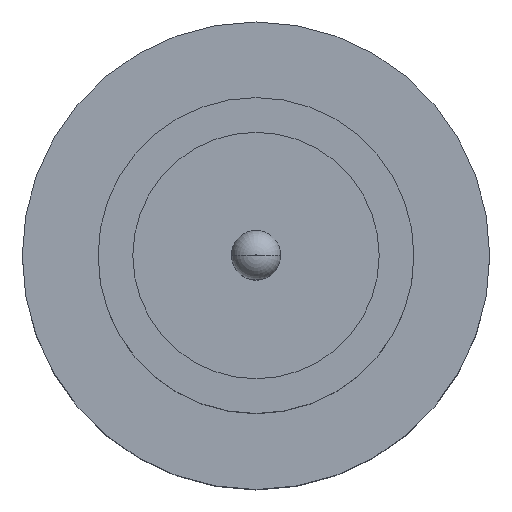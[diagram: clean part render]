
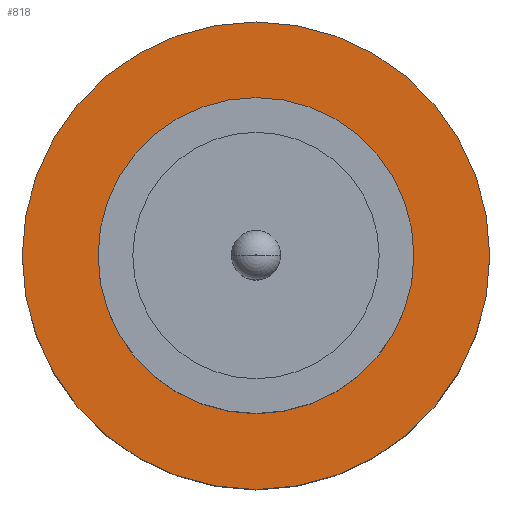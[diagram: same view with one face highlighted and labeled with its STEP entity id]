
A CAD part, top view. The second image highlights one B-rep face of the part: STEP entity #818.
In plain terms, the highlighted planar face has unit normal (0, 0, 1).
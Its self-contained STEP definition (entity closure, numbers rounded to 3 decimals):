
#7 = CARTESIAN_POINT ( 'NONE',  ( 0., 0., 1.55 ) ) ;
#37 = DIRECTION ( 'NONE',  ( 1., 0., 0. ) ) ;
#106 = EDGE_LOOP ( 'NONE', ( #583, #304 ) ) ;
#117 = CARTESIAN_POINT ( 'NONE',  ( 0., 0., 1.55 ) ) ;
#129 = AXIS2_PLACEMENT_3D ( 'NONE', #568, #846, #421 ) ;
#138 = VERTEX_POINT ( 'NONE', #623 ) ;
#140 = AXIS2_PLACEMENT_3D ( 'NONE', #449, #231, #37 ) ;
#190 = DIRECTION ( 'NONE',  ( 0., 0., 1. ) ) ;
#192 = EDGE_LOOP ( 'NONE', ( #349, #282 ) ) ;
#230 = VERTEX_POINT ( 'NONE', #272 ) ;
#231 = DIRECTION ( 'NONE',  ( 0., 0., 1. ) ) ;
#254 = CARTESIAN_POINT ( 'NONE',  ( 1.85, 0., 1.55 ) ) ;
#272 = CARTESIAN_POINT ( 'NONE',  ( -1.25, 0., 1.55 ) ) ;
#278 = CIRCLE ( 'NONE', #129, 1.85 ) ;
#281 = EDGE_CURVE ( 'NONE', #734, #681, #278, .T. ) ;
#282 = ORIENTED_EDGE ( 'NONE', *, *, #675, .F. ) ;
#304 = ORIENTED_EDGE ( 'NONE', *, *, #573, .T. ) ;
#314 = DIRECTION ( 'NONE',  ( 0., 0., 1. ) ) ;
#335 = AXIS2_PLACEMENT_3D ( 'NONE', #758, #190, #413 ) ;
#344 = CIRCLE ( 'NONE', #140, 1.25 ) ;
#349 = ORIENTED_EDGE ( 'NONE', *, *, #486, .F. ) ;
#383 = AXIS2_PLACEMENT_3D ( 'NONE', #117, #314, #457 ) ;
#413 = DIRECTION ( 'NONE',  ( 1., 0., 0. ) ) ;
#421 = DIRECTION ( 'NONE',  ( 1., 0., 0. ) ) ;
#449 = CARTESIAN_POINT ( 'NONE',  ( 0., 0., 1.55 ) ) ;
#457 = DIRECTION ( 'NONE',  ( 1., 0., 0. ) ) ;
#486 = EDGE_CURVE ( 'NONE', #138, #230, #344, .T. ) ;
#488 = DIRECTION ( 'NONE',  ( 0., 0., 1. ) ) ;
#568 = CARTESIAN_POINT ( 'NONE',  ( 0., 0., 1.55 ) ) ;
#570 = DIRECTION ( 'NONE',  ( 1., 0., 0. ) ) ;
#573 = EDGE_CURVE ( 'NONE', #681, #734, #628, .T. ) ;
#583 = ORIENTED_EDGE ( 'NONE', *, *, #281, .T. ) ;
#600 = CIRCLE ( 'NONE', #335, 1.25 ) ;
#616 = CARTESIAN_POINT ( 'NONE',  ( -1.85, 0., 1.55 ) ) ;
#623 = CARTESIAN_POINT ( 'NONE',  ( 1.25, 0., 1.55 ) ) ;
#627 = PLANE ( 'NONE',  #904 ) ;
#628 = CIRCLE ( 'NONE', #383, 1.85 ) ;
#675 = EDGE_CURVE ( 'NONE', #230, #138, #600, .T. ) ;
#681 = VERTEX_POINT ( 'NONE', #254 ) ;
#691 = FACE_BOUND ( 'NONE', #192, .T. ) ;
#729 = FACE_OUTER_BOUND ( 'NONE', #106, .T. ) ;
#734 = VERTEX_POINT ( 'NONE', #616 ) ;
#758 = CARTESIAN_POINT ( 'NONE',  ( 0., 0., 1.55 ) ) ;
#818 = ADVANCED_FACE ( 'NONE', ( #691, #729 ), #627, .T. ) ;
#846 = DIRECTION ( 'NONE',  ( 0., 0., 1. ) ) ;
#904 = AXIS2_PLACEMENT_3D ( 'NONE', #7, #488, #570 ) ;
